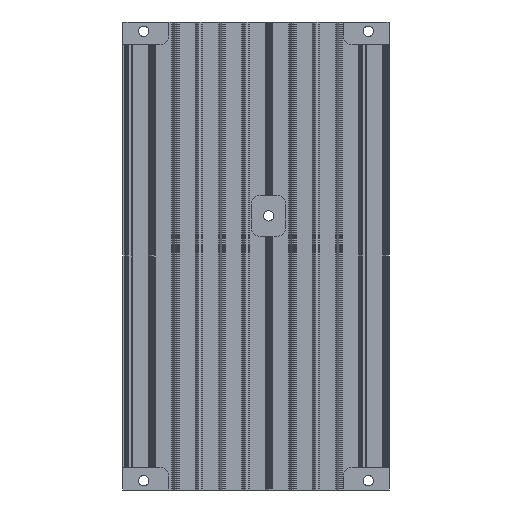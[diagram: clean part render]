
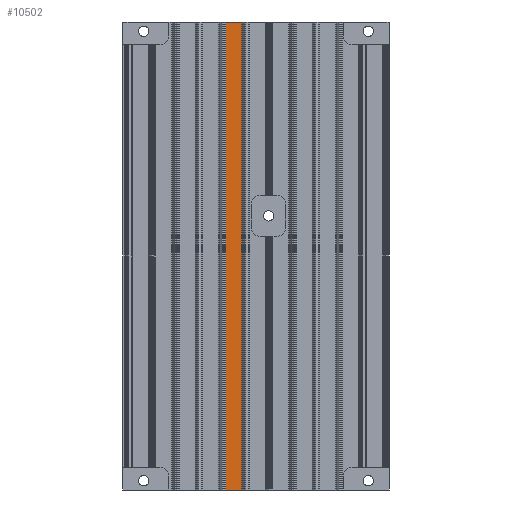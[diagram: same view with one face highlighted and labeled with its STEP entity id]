
A CAD part, front view. The second image highlights one B-rep face of the part: STEP entity #10502.
In plain terms, the highlighted planar face has unit normal (0, -1, 0).
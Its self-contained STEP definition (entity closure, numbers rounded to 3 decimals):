
#10502=ADVANCED_FACE('',(#23321),#23323,.T.);
#23321=FACE_BOUND('',#23322,.T.);
#23322=EDGE_LOOP('',(#34927,#34928,#34929,#34930));
#23323=PLANE('',#23324);
#23324=AXIS2_PLACEMENT_3D('',#23325,#23326,#23327);
#23325=CARTESIAN_POINT('',(-122.3,-7.,0.));
#23326=DIRECTION('',(0.,-1.,0.));
#23327=DIRECTION('',(1.,0.,0.));
#34927=ORIENTED_EDGE('',*,*,#39603,.T.);
#34928=ORIENTED_EDGE('',*,*,#41508,.F.);
#34929=ORIENTED_EDGE('',*,*,#40649,.T.);
#34930=ORIENTED_EDGE('',*,*,#41509,.F.);
#39603=EDGE_CURVE('',#46508,#46506,#46509,.F.);
#40649=EDGE_CURVE('',#48597,#48595,#48598,.T.);
#41508=EDGE_CURVE('',#48597,#46506,#49888,.T.);
#41509=EDGE_CURVE('',#46508,#48595,#49889,.T.);
#46506=VERTEX_POINT('',#60126);
#46508=VERTEX_POINT('',#60130);
#46509=LINE('',#60131,#60132);
#48595=VERTEX_POINT('',#64323);
#48597=VERTEX_POINT('',#64327);
#48598=LINE('',#64328,#64329);
#49888=LINE('',#67364,#67365);
#49889=LINE('',#67367,#67368);
#60126=CARTESIAN_POINT('',(-71.1,-7.,204.));
#60130=CARTESIAN_POINT('',(-64.1,-7.,204.));
#60131=CARTESIAN_POINT('',(-71.1,-7.,204.));
#60132=VECTOR('',#60133,1.);
#60133=DIRECTION('',(1.,0.,0.));
#64323=CARTESIAN_POINT('',(-64.1,-7.,0.));
#64327=CARTESIAN_POINT('',(-71.1,-7.,0.));
#64328=CARTESIAN_POINT('',(-71.1,-7.,0.));
#64329=VECTOR('',#64330,1.);
#64330=DIRECTION('',(1.,0.,0.));
#67364=CARTESIAN_POINT('',(-71.1,-7.,0.));
#67365=VECTOR('',#67366,1.);
#67366=DIRECTION('',(0.,0.,1.));
#67367=CARTESIAN_POINT('',(-64.1,-7.,204.));
#67368=VECTOR('',#67369,1.);
#67369=DIRECTION('',(0.,0.,-1.));
